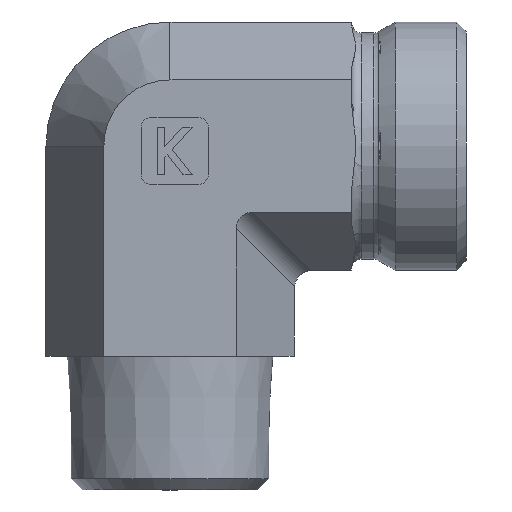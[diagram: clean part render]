
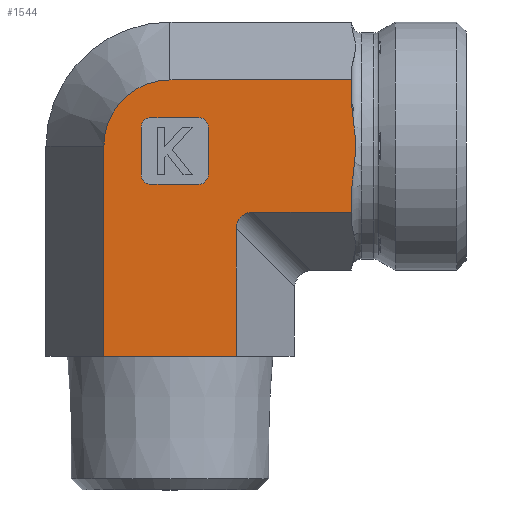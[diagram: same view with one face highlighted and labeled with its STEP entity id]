
A CAD part, left-side view. The second image highlights one B-rep face of the part: STEP entity #1544.
In plain terms, the highlighted planar face has unit normal (-1, 0, 0).
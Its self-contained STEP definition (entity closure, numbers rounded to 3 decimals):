
#447=CARTESIAN_POINT('',(-30.485,16.472,0.));
#448=VERTEX_POINT('',#447);
#495=CARTESIAN_POINT('',(-30.485,2.616,0.));
#496=VERTEX_POINT('',#495);
#503=CARTESIAN_POINT('',(-30.485,16.472,0.));
#504=DIRECTION('',(0.0,-1.0,0.0));
#505=VECTOR('',#504,13.856);
#506=LINE('',#503,#505);
#507=EDGE_CURVE('',#448,#496,#506,.T.);
#835=CARTESIAN_POINT('',(-30.485,-9.456,26.596));
#836=VERTEX_POINT('',#835);
#844=CARTESIAN_POINT('',(-30.485,-9.456,17.404));
#845=VERTEX_POINT('',#844);
#846=CARTESIAN_POINT('',(-30.485,-9.456,17.404));
#847=CARTESIAN_POINT('',(-30.485,-9.456,17.913));
#848=CARTESIAN_POINT('',(-30.485,-9.515,18.52));
#849=CARTESIAN_POINT('',(-30.485,-9.707,19.955));
#850=CARTESIAN_POINT('',(-30.485,-9.929,21.06));
#851=CARTESIAN_POINT('',(-30.485,-9.929,22.94));
#852=CARTESIAN_POINT('',(-30.485,-9.707,24.045));
#853=CARTESIAN_POINT('',(-30.485,-9.515,25.48));
#854=CARTESIAN_POINT('',(-30.485,-9.456,26.087));
#855=CARTESIAN_POINT('',(-30.485,-9.456,26.596));
#856=B_SPLINE_CURVE_WITH_KNOTS('',3,(#846,#847,#848,#849,#850,#851,#852,#853,#854,#855),.UNSPECIFIED.,.F.,.U.,(4,2,2,2,4),(0.949,1.101,1.383,1.665,1.818),.UNSPECIFIED.);
#857=EDGE_CURVE('',#845,#836,#856,.T.);
#1333=CARTESIAN_POINT('',(-30.485,9.544,28.928));
#1334=VERTEX_POINT('',#1333);
#1341=CARTESIAN_POINT('',(-30.485,-9.456,28.928));
#1342=VERTEX_POINT('',#1341);
#1343=CARTESIAN_POINT('',(-30.485,9.544,28.928));
#1344=DIRECTION('',(0.0,-1.0,0.0));
#1345=VECTOR('',#1344,19.0);
#1346=LINE('',#1343,#1345);
#1347=EDGE_CURVE('',#1334,#1342,#1346,.T.);
#1371=CARTESIAN_POINT('',(-30.485,-9.456,15.072));
#1372=VERTEX_POINT('',#1371);
#1379=CARTESIAN_POINT('',(-30.485,0.884,15.072));
#1380=VERTEX_POINT('',#1379);
#1381=CARTESIAN_POINT('',(-30.485,0.884,15.072));
#1382=DIRECTION('',(0.0,-1.0,0.0));
#1383=VECTOR('',#1382,10.34);
#1384=LINE('',#1381,#1383);
#1385=EDGE_CURVE('',#1380,#1372,#1384,.T.);
#1421=CARTESIAN_POINT('',(-30.485,2.616,0.0));
#1422=DIRECTION('',(-1.0,0.0,0.0));
#1423=DIRECTION('',(0.0,0.0,1.0));
#1424=AXIS2_PLACEMENT_3D('',#1421,#1422,#1423);
#1425=PLANE('',#1424);
#1426=ORIENTED_EDGE('',*,*,#507,.T.);
#1427=CARTESIAN_POINT('',(-30.485,2.616,13.34));
#1428=VERTEX_POINT('',#1427);
#1429=CARTESIAN_POINT('',(-30.485,2.616,0.));
#1430=DIRECTION('',(0.0,0.0,1.0));
#1431=VECTOR('',#1430,13.34);
#1432=LINE('',#1429,#1431);
#1433=EDGE_CURVE('',#496,#1428,#1432,.T.);
#1434=ORIENTED_EDGE('',*,*,#1433,.T.);
#1435=CARTESIAN_POINT('',(-30.485,0.306,12.762));
#1436=DIRECTION('',(-1.0,0.0,0.0));
#1437=DIRECTION('',(0.0,0.707,0.707));
#1438=AXIS2_PLACEMENT_3D('',#1435,#1436,#1437);
#1439=ELLIPSE('',#1438,2.582,2.0);
#1440=EDGE_CURVE('',#1380,#1428,#1439,.T.);
#1441=ORIENTED_EDGE('',*,*,#1440,.F.);
#1442=ORIENTED_EDGE('',*,*,#1385,.T.);
#1443=CARTESIAN_POINT('',(-30.485,-9.456,15.072));
#1444=DIRECTION('',(0.0,0.0,1.0));
#1445=VECTOR('',#1444,2.332);
#1446=LINE('',#1443,#1445);
#1447=EDGE_CURVE('',#1372,#845,#1446,.T.);
#1448=ORIENTED_EDGE('',*,*,#1447,.T.);
#1449=ORIENTED_EDGE('',*,*,#857,.T.);
#1450=CARTESIAN_POINT('',(-30.485,-9.456,26.596));
#1451=DIRECTION('',(0.0,0.0,1.0));
#1452=VECTOR('',#1451,2.332);
#1453=LINE('',#1450,#1452);
#1454=EDGE_CURVE('',#836,#1342,#1453,.T.);
#1455=ORIENTED_EDGE('',*,*,#1454,.T.);
#1456=ORIENTED_EDGE('',*,*,#1347,.F.);
#1457=CARTESIAN_POINT('',(-30.485,16.472,22.));
#1458=VERTEX_POINT('',#1457);
#1459=CARTESIAN_POINT('',(-30.485,9.544,22.));
#1460=DIRECTION('',(-1.0,0.0,0.0));
#1461=DIRECTION('',(0.0,0.0,1.0));
#1462=AXIS2_PLACEMENT_3D('',#1459,#1460,#1461);
#1463=CIRCLE('',#1462,6.928);
#1464=EDGE_CURVE('',#1334,#1458,#1463,.T.);
#1465=ORIENTED_EDGE('',*,*,#1464,.T.);
#1466=CARTESIAN_POINT('',(-30.485,16.472,0.));
#1467=DIRECTION('',(0.0,0.0,1.0));
#1468=VECTOR('',#1467,22.);
#1469=LINE('',#1466,#1468);
#1470=EDGE_CURVE('',#448,#1458,#1469,.T.);
#1471=ORIENTED_EDGE('',*,*,#1470,.F.);
#1472=EDGE_LOOP('',(#1426,#1434,#1441,#1442,#1448,#1449,#1455,#1456,#1465,#1471));
#1473=FACE_OUTER_BOUND('',#1472,.T.);
#1474=CARTESIAN_POINT('',(-30.485,6.544,18.));
#1475=VERTEX_POINT('',#1474);
#1476=CARTESIAN_POINT('',(-30.485,11.544,18.));
#1477=VERTEX_POINT('',#1476);
#1478=CARTESIAN_POINT('',(-30.485,6.544,18.));
#1479=DIRECTION('',(0.0,1.0,0.0));
#1480=VECTOR('',#1479,5.);
#1481=LINE('',#1478,#1480);
#1482=EDGE_CURVE('',#1475,#1477,#1481,.T.);
#1483=ORIENTED_EDGE('',*,*,#1482,.T.);
#1484=CARTESIAN_POINT('',(-30.485,12.544,19.));
#1485=VERTEX_POINT('',#1484);
#1486=CARTESIAN_POINT('',(-30.485,11.544,19.));
#1487=DIRECTION('',(-1.0,0.0,0.0));
#1488=DIRECTION('',(0.0,0.707,-0.707));
#1489=AXIS2_PLACEMENT_3D('',#1486,#1487,#1488);
#1490=CIRCLE('',#1489,1.0);
#1491=EDGE_CURVE('',#1485,#1477,#1490,.T.);
#1492=ORIENTED_EDGE('',*,*,#1491,.F.);
#1493=CARTESIAN_POINT('',(-30.485,12.544,24.));
#1494=VERTEX_POINT('',#1493);
#1495=CARTESIAN_POINT('',(-30.485,12.544,19.));
#1496=DIRECTION('',(0.0,0.0,1.0));
#1497=VECTOR('',#1496,5.);
#1498=LINE('',#1495,#1497);
#1499=EDGE_CURVE('',#1485,#1494,#1498,.T.);
#1500=ORIENTED_EDGE('',*,*,#1499,.T.);
#1501=CARTESIAN_POINT('',(-30.485,11.544,25.));
#1502=VERTEX_POINT('',#1501);
#1503=CARTESIAN_POINT('',(-30.485,11.544,24.));
#1504=DIRECTION('',(-1.0,0.0,0.0));
#1505=DIRECTION('',(0.0,0.707,0.707));
#1506=AXIS2_PLACEMENT_3D('',#1503,#1504,#1505);
#1507=CIRCLE('',#1506,1.0);
#1508=EDGE_CURVE('',#1502,#1494,#1507,.T.);
#1509=ORIENTED_EDGE('',*,*,#1508,.F.);
#1510=CARTESIAN_POINT('',(-30.485,6.544,25.));
#1511=VERTEX_POINT('',#1510);
#1512=CARTESIAN_POINT('',(-30.485,11.544,25.));
#1513=DIRECTION('',(0.0,-1.0,0.0));
#1514=VECTOR('',#1513,5.);
#1515=LINE('',#1512,#1514);
#1516=EDGE_CURVE('',#1502,#1511,#1515,.T.);
#1517=ORIENTED_EDGE('',*,*,#1516,.T.);
#1518=CARTESIAN_POINT('',(-30.485,5.544,24.));
#1519=VERTEX_POINT('',#1518);
#1520=CARTESIAN_POINT('',(-30.485,6.544,24.));
#1521=DIRECTION('',(-1.0,0.0,0.0));
#1522=DIRECTION('',(0.0,-0.707,0.707));
#1523=AXIS2_PLACEMENT_3D('',#1520,#1521,#1522);
#1524=CIRCLE('',#1523,1.0);
#1525=EDGE_CURVE('',#1519,#1511,#1524,.T.);
#1526=ORIENTED_EDGE('',*,*,#1525,.F.);
#1527=CARTESIAN_POINT('',(-30.485,5.544,19.));
#1528=VERTEX_POINT('',#1527);
#1529=CARTESIAN_POINT('',(-30.485,5.544,24.));
#1530=DIRECTION('',(0.0,0.0,-1.0));
#1531=VECTOR('',#1530,5.);
#1532=LINE('',#1529,#1531);
#1533=EDGE_CURVE('',#1519,#1528,#1532,.T.);
#1534=ORIENTED_EDGE('',*,*,#1533,.T.);
#1535=CARTESIAN_POINT('',(-30.485,6.544,19.));
#1536=DIRECTION('',(-1.0,0.0,0.0));
#1537=DIRECTION('',(0.0,-0.707,-0.707));
#1538=AXIS2_PLACEMENT_3D('',#1535,#1536,#1537);
#1539=CIRCLE('',#1538,1.0);
#1540=EDGE_CURVE('',#1475,#1528,#1539,.T.);
#1541=ORIENTED_EDGE('',*,*,#1540,.F.);
#1542=EDGE_LOOP('',(#1483,#1492,#1500,#1509,#1517,#1526,#1534,#1541));
#1543=FACE_BOUND('',#1542,.T.);
#1544=ADVANCED_FACE('',(#1473,#1543),#1425,.T.);
